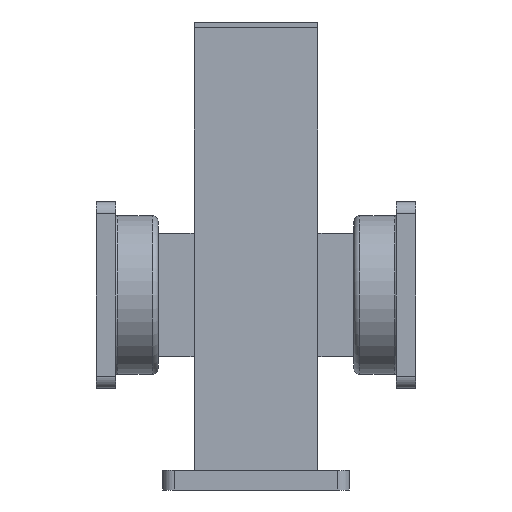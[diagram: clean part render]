
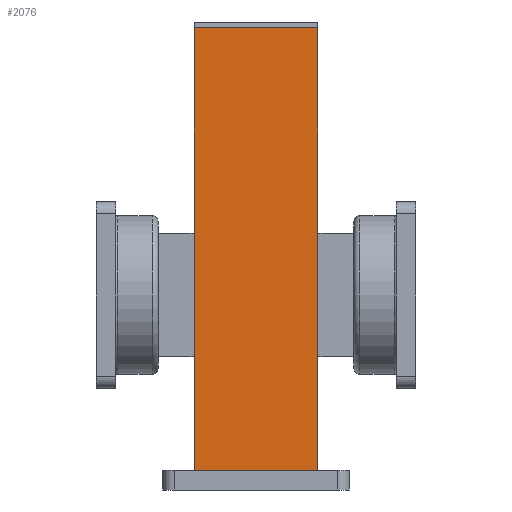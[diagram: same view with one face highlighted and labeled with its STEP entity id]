
A CAD part, front view. The second image highlights one B-rep face of the part: STEP entity #2076.
In plain terms, the highlighted planar face has unit normal (0, -1, 0).
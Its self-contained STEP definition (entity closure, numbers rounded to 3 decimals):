
#30 = DIRECTION ( 'NONE',  ( -1., 0., 0. ) ) ;
#41 = CARTESIAN_POINT ( 'NONE',  ( -15.875, -22.942, -45. ) ) ;
#170 = AXIS2_PLACEMENT_3D ( 'NONE', #561, #2528, #1129 ) ;
#362 = CARTESIAN_POINT ( 'NONE',  ( 15.875, -22.942, 70. ) ) ;
#414 = EDGE_CURVE ( 'NONE', #1934, #1441, #1014, .T. ) ;
#436 = CARTESIAN_POINT ( 'NONE',  ( -15.875, -22.942, 70. ) ) ;
#561 = CARTESIAN_POINT ( 'NONE',  ( -15.875, -22.942, 70. ) ) ;
#593 = EDGE_CURVE ( 'NONE', #1330, #1553, #2281, .T. ) ;
#686 = CARTESIAN_POINT ( 'NONE',  ( 15.875, -22.942, -45. ) ) ;
#763 = LINE ( 'NONE', #362, #1757 ) ;
#847 = VECTOR ( 'NONE', #30, 1000. ) ;
#1014 = LINE ( 'NONE', #1215, #847 ) ;
#1018 = ORIENTED_EDGE ( 'NONE', *, *, #414, .T. ) ;
#1068 = ORIENTED_EDGE ( 'NONE', *, *, #593, .T. ) ;
#1105 = CARTESIAN_POINT ( 'NONE',  ( 0., -22.942, -45. ) ) ;
#1129 = DIRECTION ( 'NONE',  ( 1., 0., 0. ) ) ;
#1166 = DIRECTION ( 'NONE',  ( 0., 0., -1. ) ) ;
#1215 = CARTESIAN_POINT ( 'NONE',  ( -15.875, -22.942, 68.5 ) ) ;
#1255 = EDGE_CURVE ( 'NONE', #1934, #1553, #763, .T. ) ;
#1322 = DIRECTION ( 'NONE',  ( 1., 0., 0. ) ) ;
#1330 = VERTEX_POINT ( 'NONE', #41 ) ;
#1433 = DIRECTION ( 'NONE',  ( 0., 0., -1. ) ) ;
#1441 = VERTEX_POINT ( 'NONE', #2099 ) ;
#1553 = VERTEX_POINT ( 'NONE', #686 ) ;
#1594 = ORIENTED_EDGE ( 'NONE', *, *, #1727, .T. ) ;
#1727 = EDGE_CURVE ( 'NONE', #1441, #1330, #2607, .T. ) ;
#1741 = FACE_OUTER_BOUND ( 'NONE', #1791, .T. ) ;
#1757 = VECTOR ( 'NONE', #1166, 1000. ) ;
#1791 = EDGE_LOOP ( 'NONE', ( #1594, #1068, #2525, #1018 ) ) ;
#1829 = VECTOR ( 'NONE', #1322, 1000. ) ;
#1934 = VERTEX_POINT ( 'NONE', #2293 ) ;
#2076 = ADVANCED_FACE ( 'NONE', ( #1741 ), #2157, .F. ) ;
#2099 = CARTESIAN_POINT ( 'NONE',  ( -15.875, -22.942, 68.5 ) ) ;
#2157 = PLANE ( 'NONE',  #170 ) ;
#2281 = LINE ( 'NONE', #1105, #1829 ) ;
#2293 = CARTESIAN_POINT ( 'NONE',  ( 15.875, -22.942, 68.5 ) ) ;
#2484 = VECTOR ( 'NONE', #1433, 1000. ) ;
#2525 = ORIENTED_EDGE ( 'NONE', *, *, #1255, .F. ) ;
#2528 = DIRECTION ( 'NONE',  ( 0., 1., 0. ) ) ;
#2607 = LINE ( 'NONE', #436, #2484 ) ;
